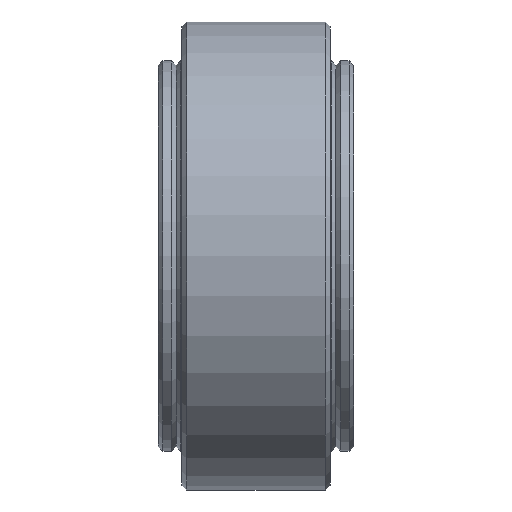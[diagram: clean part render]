
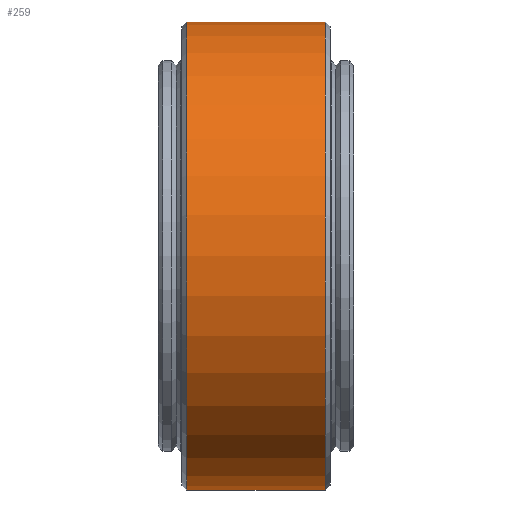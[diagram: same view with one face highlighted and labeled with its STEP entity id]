
A CAD part, top view. The second image highlights one B-rep face of the part: STEP entity #259.
In plain terms, the highlighted cylindrical face has radius 39.5 mm (diameter 79 mm), a full revolution.
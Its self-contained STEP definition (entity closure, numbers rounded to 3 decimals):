
#259 = ADVANCED_FACE( '', ( #509, #510 ), #511, .T. );
#509 = FACE_OUTER_BOUND( '', #869, .T. );
#510 = FACE_OUTER_BOUND( '', #870, .T. );
#511 = CYLINDRICAL_SURFACE( '', #871, 39.5 );
#869 = EDGE_LOOP( '', ( #1264 ) );
#870 = EDGE_LOOP( '', ( #1265 ) );
#871 = AXIS2_PLACEMENT_3D( '', #1266, #1267, #1268 );
#1264 = ORIENTED_EDGE( '', *, *, #1679, .T. );
#1265 = ORIENTED_EDGE( '', *, *, #1634, .T. );
#1266 = CARTESIAN_POINT( '', ( -60., 0., 0. ) );
#1267 = DIRECTION( '', ( 1., 0., 0. ) );
#1268 = DIRECTION( '', ( 0., 0., 1. ) );
#1634 = EDGE_CURVE( '', #1893, #1893, #1894, .F. );
#1679 = EDGE_CURVE( '', #1953, #1953, #1954, .T. );
#1893 = VERTEX_POINT( '', #2261 );
#1894 = CIRCLE( '', #2262, 39.5 );
#1953 = VERTEX_POINT( '', #2337 );
#1954 = CIRCLE( '', #2338, 39.5 );
#2261 = CARTESIAN_POINT( '', ( 1.8, 0., 39.5 ) );
#2262 = AXIS2_PLACEMENT_3D( '', #2547, #2548, #2549 );
#2337 = CARTESIAN_POINT( '', ( 25.2, 0., 39.5 ) );
#2338 = AXIS2_PLACEMENT_3D( '', #2605, #2606, #2607 );
#2547 = CARTESIAN_POINT( '', ( 1.8, 0., 0. ) );
#2548 = DIRECTION( '', ( -1., 0., 0. ) );
#2549 = DIRECTION( '', ( 0., 0., 1. ) );
#2605 = CARTESIAN_POINT( '', ( 25.2, 0., 0. ) );
#2606 = DIRECTION( '', ( -1., 0., 0. ) );
#2607 = DIRECTION( '', ( 0., 0., 1. ) );
